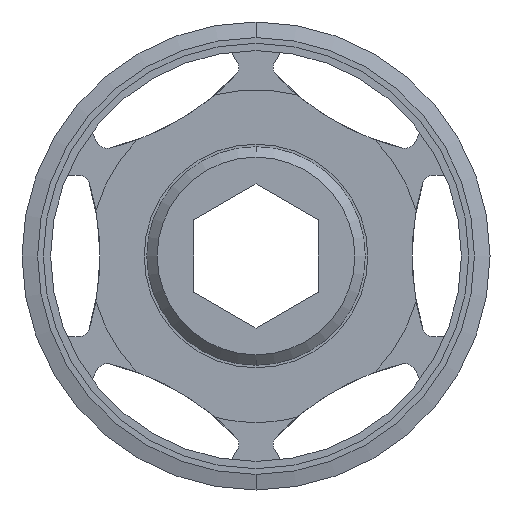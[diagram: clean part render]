
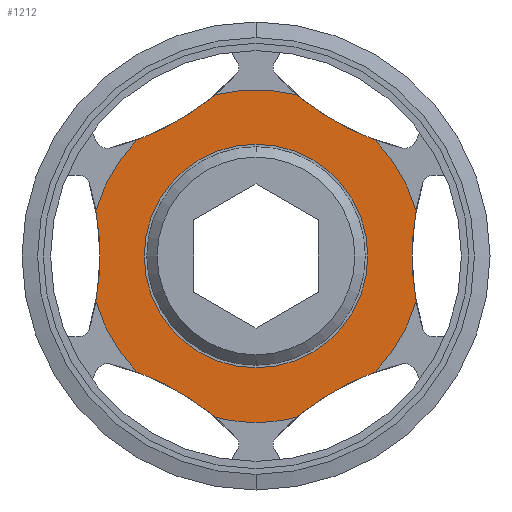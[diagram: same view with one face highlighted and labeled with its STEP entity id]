
A CAD part, front view. The second image highlights one B-rep face of the part: STEP entity #1212.
In plain terms, the highlighted planar face has unit normal (0, -1, 0).
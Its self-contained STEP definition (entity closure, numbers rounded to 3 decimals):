
#22 = ORIENTED_EDGE ( 'NONE', *, *, #49, .T. ) ;
#49 = EDGE_CURVE ( 'NONE', #280, #2081, #2475, .T. ) ;
#68 = ORIENTED_EDGE ( 'NONE', *, *, #1628, .T. ) ;
#141 = AXIS2_PLACEMENT_3D ( 'NONE', #2703, #2512, #856 ) ;
#176 = CIRCLE ( 'NONE', #1590, 21.5 ) ;
#208 = CARTESIAN_POINT ( 'NONE',  ( -22.931, 0.5, -22.32 ) ) ;
#232 = CARTESIAN_POINT ( 'NONE',  ( 0., 0.5, -21.5 ) ) ;
#239 = AXIS2_PLACEMENT_3D ( 'NONE', #243, #477, #2372 ) ;
#243 = CARTESIAN_POINT ( 'NONE',  ( 0., 0.5, 0. ) ) ;
#278 = DIRECTION ( 'NONE',  ( 0., 0., -1. ) ) ;
#280 = VERTEX_POINT ( 'NONE', #2086 ) ;
#285 = CIRCLE ( 'NONE', #463, 48. ) ;
#300 = EDGE_CURVE ( 'NONE', #1647, #2516, #1427, .T. ) ;
#322 = VERTEX_POINT ( 'NONE', #1706 ) ;
#323 = DIRECTION ( 'NONE',  ( 0., -1., 0. ) ) ;
#355 = EDGE_LOOP ( 'NONE', ( #986, #22, #1875, #2348, #1231, #2066, #1791, #1371, #1025, #1478, #1221, #2024, #68 ) ) ;
#372 = CARTESIAN_POINT ( 'NONE',  ( 7.864, 0.5, 31.019 ) ) ;
#414 = CIRCLE ( 'NONE', #2075, 48. ) ;
#463 = AXIS2_PLACEMENT_3D ( 'NONE', #2365, #1956, #2610 ) ;
#477 = DIRECTION ( 'NONE',  ( 0., -1., 0. ) ) ;
#502 = FACE_BOUND ( 'NONE', #613, .T. ) ;
#529 = DIRECTION ( 'NONE',  ( 0., -1., 0. ) ) ;
#532 = DIRECTION ( 'NONE',  ( 0., 0., -1. ) ) ;
#546 = VERTEX_POINT ( 'NONE', #2458 ) ;
#547 = CIRCLE ( 'NONE', #1071, 32. ) ;
#580 = AXIS2_PLACEMENT_3D ( 'NONE', #716, #1968, #2381 ) ;
#613 = EDGE_LOOP ( 'NONE', ( #2635, #2217 ) ) ;
#628 = DIRECTION ( 'NONE',  ( 0., 0., -1. ) ) ;
#687 = VERTEX_POINT ( 'NONE', #232 ) ;
#690 = EDGE_CURVE ( 'NONE', #1298, #1647, #2151, .T. ) ;
#692 = DIRECTION ( 'NONE',  ( 0., -1., 0. ) ) ;
#705 = VERTEX_POINT ( 'NONE', #2335 ) ;
#711 = CIRCLE ( 'NONE', #2587, 48. ) ;
#716 = CARTESIAN_POINT ( 'NONE',  ( 0., 0.5, 0. ) ) ;
#719 = DIRECTION ( 'NONE',  ( 0., 0., -1. ) ) ;
#735 = CARTESIAN_POINT ( 'NONE',  ( 39., 0.5, -67.55 ) ) ;
#777 = EDGE_CURVE ( 'NONE', #972, #705, #2468, .T. ) ;
#856 = DIRECTION ( 'NONE',  ( 0., 0., -1. ) ) ;
#909 = AXIS2_PLACEMENT_3D ( 'NONE', #1181, #965, #628 ) ;
#923 = CIRCLE ( 'NONE', #1584, 48. ) ;
#930 = DIRECTION ( 'NONE',  ( 0., -1., 0. ) ) ;
#956 = CARTESIAN_POINT ( 'NONE',  ( 0., 0.5, 0. ) ) ;
#963 = EDGE_CURVE ( 'NONE', #546, #2631, #2083, .T. ) ;
#965 = DIRECTION ( 'NONE',  ( 0., -1., 0. ) ) ;
#972 = VERTEX_POINT ( 'NONE', #2636 ) ;
#986 = ORIENTED_EDGE ( 'NONE', *, *, #1987, .T. ) ;
#1025 = ORIENTED_EDGE ( 'NONE', *, *, #1108, .T. ) ;
#1071 = AXIS2_PLACEMENT_3D ( 'NONE', #956, #930, #278 ) ;
#1077 = CARTESIAN_POINT ( 'NONE',  ( 7.864, 0.5, -31.019 ) ) ;
#1088 = DIRECTION ( 'NONE',  ( 0., -1., 0. ) ) ;
#1108 = EDGE_CURVE ( 'NONE', #2077, #1298, #2473, .T. ) ;
#1159 = FACE_OUTER_BOUND ( 'NONE', #355, .T. ) ;
#1166 = AXIS2_PLACEMENT_3D ( 'NONE', #1994, #692, #2425 ) ;
#1181 = CARTESIAN_POINT ( 'NONE',  ( 0., 0.5, 0. ) ) ;
#1212 = ADVANCED_FACE ( 'NONE', ( #502, #1159 ), #2197, .T. ) ;
#1221 = ORIENTED_EDGE ( 'NONE', *, *, #300, .T. ) ;
#1223 = EDGE_CURVE ( 'NONE', #2631, #1990, #547, .T. ) ;
#1226 = EDGE_CURVE ( 'NONE', #1990, #972, #414, .T. ) ;
#1231 = ORIENTED_EDGE ( 'NONE', *, *, #1223, .T. ) ;
#1279 = DIRECTION ( 'NONE',  ( 0., 0., -1. ) ) ;
#1298 = VERTEX_POINT ( 'NONE', #1443 ) ;
#1302 = CARTESIAN_POINT ( 'NONE',  ( 0., 0.5, -32. ) ) ;
#1325 = DIRECTION ( 'NONE',  ( 0., 0., -1. ) ) ;
#1370 = CARTESIAN_POINT ( 'NONE',  ( 0., 0.5, 0. ) ) ;
#1371 = ORIENTED_EDGE ( 'NONE', *, *, #2563, .T. ) ;
#1427 = CIRCLE ( 'NONE', #1780, 32. ) ;
#1431 = DIRECTION ( 'NONE',  ( 0., 0., -1. ) ) ;
#1443 = CARTESIAN_POINT ( 'NONE',  ( 22.931, 0.5, 22.32 ) ) ;
#1478 = ORIENTED_EDGE ( 'NONE', *, *, #690, .T. ) ;
#1479 = DIRECTION ( 'NONE',  ( 0., 1., 0. ) ) ;
#1490 = AXIS2_PLACEMENT_3D ( 'NONE', #2183, #529, #1325 ) ;
#1514 = AXIS2_PLACEMENT_3D ( 'NONE', #1370, #323, #532 ) ;
#1519 = DIRECTION ( 'NONE',  ( 0., 0., -1. ) ) ;
#1584 = AXIS2_PLACEMENT_3D ( 'NONE', #1660, #1479, #1279 ) ;
#1590 = AXIS2_PLACEMENT_3D ( 'NONE', #2643, #1771, #1786 ) ;
#1601 = EDGE_CURVE ( 'NONE', #2516, #1804, #285, .T. ) ;
#1628 = EDGE_CURVE ( 'NONE', #1804, #1776, #2349, .T. ) ;
#1647 = VERTEX_POINT ( 'NONE', #372 ) ;
#1660 = CARTESIAN_POINT ( 'NONE',  ( 78., 0.5, 0. ) ) ;
#1700 = CARTESIAN_POINT ( 'NONE',  ( -22.931, 0.5, 22.32 ) ) ;
#1706 = CARTESIAN_POINT ( 'NONE',  ( 0., 0.5, 21.5 ) ) ;
#1707 = CARTESIAN_POINT ( 'NONE',  ( -78., 0.5, 0. ) ) ;
#1738 = DIRECTION ( 'NONE',  ( 0., 0., -1. ) ) ;
#1739 = DIRECTION ( 'NONE',  ( 0., 1., 0. ) ) ;
#1746 = EDGE_CURVE ( 'NONE', #2081, #546, #1849, .T. ) ;
#1771 = DIRECTION ( 'NONE',  ( 0., -1., 0. ) ) ;
#1776 = VERTEX_POINT ( 'NONE', #2639 ) ;
#1780 = AXIS2_PLACEMENT_3D ( 'NONE', #1912, #1088, #1519 ) ;
#1786 = DIRECTION ( 'NONE',  ( 0., 0., -1. ) ) ;
#1791 = ORIENTED_EDGE ( 'NONE', *, *, #777, .T. ) ;
#1804 = VERTEX_POINT ( 'NONE', #1700 ) ;
#1849 = CIRCLE ( 'NONE', #2193, 48. ) ;
#1875 = ORIENTED_EDGE ( 'NONE', *, *, #1746, .T. ) ;
#1912 = CARTESIAN_POINT ( 'NONE',  ( 0., 0.5, 0. ) ) ;
#1956 = DIRECTION ( 'NONE',  ( 0., 1., 0. ) ) ;
#1968 = DIRECTION ( 'NONE',  ( 0., -1., 0. ) ) ;
#1987 = EDGE_CURVE ( 'NONE', #1776, #280, #711, .T. ) ;
#1990 = VERTEX_POINT ( 'NONE', #1077 ) ;
#1994 = CARTESIAN_POINT ( 'NONE',  ( 0., 0.5, 0. ) ) ;
#1999 = DIRECTION ( 'NONE',  ( 0., 1., 0. ) ) ;
#2024 = ORIENTED_EDGE ( 'NONE', *, *, #1601, .T. ) ;
#2034 = CARTESIAN_POINT ( 'NONE',  ( -39., 0.5, -67.55 ) ) ;
#2036 = AXIS2_PLACEMENT_3D ( 'NONE', #2169, #2182, #1738 ) ;
#2066 = ORIENTED_EDGE ( 'NONE', *, *, #1226, .T. ) ;
#2075 = AXIS2_PLACEMENT_3D ( 'NONE', #735, #1999, #719 ) ;
#2077 = VERTEX_POINT ( 'NONE', #2555 ) ;
#2081 = VERTEX_POINT ( 'NONE', #208 ) ;
#2083 = CIRCLE ( 'NONE', #909, 32. ) ;
#2086 = CARTESIAN_POINT ( 'NONE',  ( -30.795, 0.5, -8.699 ) ) ;
#2109 = EDGE_CURVE ( 'NONE', #322, #687, #176, .T. ) ;
#2151 = CIRCLE ( 'NONE', #141, 48. ) ;
#2157 = EDGE_CURVE ( 'NONE', #687, #322, #2235, .T. ) ;
#2169 = CARTESIAN_POINT ( 'NONE',  ( 0., 0.5, 0. ) ) ;
#2182 = DIRECTION ( 'NONE',  ( 0., -1., 0. ) ) ;
#2183 = CARTESIAN_POINT ( 'NONE',  ( 0., 0.5, 0. ) ) ;
#2193 = AXIS2_PLACEMENT_3D ( 'NONE', #2034, #2205, #1431 ) ;
#2197 = PLANE ( 'NONE',  #2036 ) ;
#2205 = DIRECTION ( 'NONE',  ( 0., 1., 0. ) ) ;
#2217 = ORIENTED_EDGE ( 'NONE', *, *, #2109, .F. ) ;
#2235 = CIRCLE ( 'NONE', #1490, 21.5 ) ;
#2335 = CARTESIAN_POINT ( 'NONE',  ( 30.795, 0.5, -8.699 ) ) ;
#2348 = ORIENTED_EDGE ( 'NONE', *, *, #963, .T. ) ;
#2349 = CIRCLE ( 'NONE', #1166, 32. ) ;
#2365 = CARTESIAN_POINT ( 'NONE',  ( -39., 0.5, 67.55 ) ) ;
#2372 = DIRECTION ( 'NONE',  ( 0., 0., -1. ) ) ;
#2381 = DIRECTION ( 'NONE',  ( 0., 0., -1. ) ) ;
#2425 = DIRECTION ( 'NONE',  ( 0., 0., -1. ) ) ;
#2458 = CARTESIAN_POINT ( 'NONE',  ( -7.864, 0.5, -31.019 ) ) ;
#2468 = CIRCLE ( 'NONE', #580, 32. ) ;
#2473 = CIRCLE ( 'NONE', #239, 32. ) ;
#2475 = CIRCLE ( 'NONE', #1514, 32. ) ;
#2512 = DIRECTION ( 'NONE',  ( 0., 1., 0. ) ) ;
#2516 = VERTEX_POINT ( 'NONE', #2551 ) ;
#2551 = CARTESIAN_POINT ( 'NONE',  ( -7.864, 0.5, 31.019 ) ) ;
#2555 = CARTESIAN_POINT ( 'NONE',  ( 30.795, 0.5, 8.699 ) ) ;
#2563 = EDGE_CURVE ( 'NONE', #705, #2077, #923, .T. ) ;
#2572 = DIRECTION ( 'NONE',  ( 0., 0., -1. ) ) ;
#2587 = AXIS2_PLACEMENT_3D ( 'NONE', #1707, #1739, #2572 ) ;
#2610 = DIRECTION ( 'NONE',  ( 0., 0., -1. ) ) ;
#2631 = VERTEX_POINT ( 'NONE', #1302 ) ;
#2635 = ORIENTED_EDGE ( 'NONE', *, *, #2157, .F. ) ;
#2636 = CARTESIAN_POINT ( 'NONE',  ( 22.931, 0.5, -22.32 ) ) ;
#2639 = CARTESIAN_POINT ( 'NONE',  ( -30.795, 0.5, 8.699 ) ) ;
#2643 = CARTESIAN_POINT ( 'NONE',  ( 0., 0.5, 0. ) ) ;
#2703 = CARTESIAN_POINT ( 'NONE',  ( 39., 0.5, 67.55 ) ) ;
